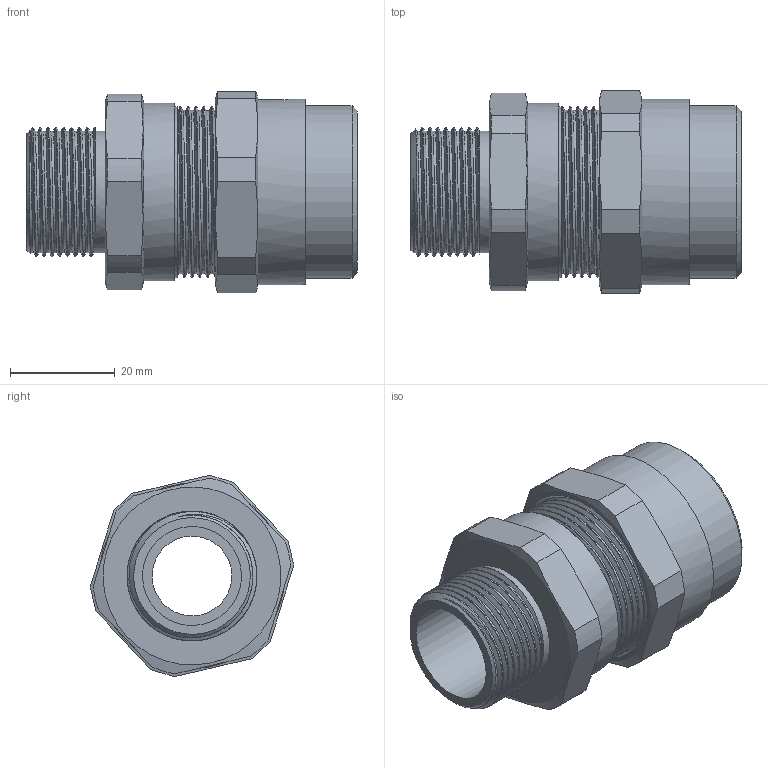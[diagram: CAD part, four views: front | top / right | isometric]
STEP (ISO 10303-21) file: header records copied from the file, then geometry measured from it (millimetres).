
FILE_DESCRIPTION(/* description */ ('RNC Schlauchverschraubung M 25x1,5 / M 25x1,5'),/* implementation_level */ '2;1');
FILE_NAME(/* name */ 'RNC25KNP2525-RST.stp',/* time_stamp */ '2022-02-21T09:33:44+01:00',/* author */ ('sl'),/* organization */ (''),/* preprocessor_version */ 'ST-DEVELOPER v16.5',/* originating_system */ 'Autodesk Inventor 2017',/* authorisation */ '');
FILE_SCHEMA (('AUTOMOTIVE_DESIGN { 1 0 10303 214 3 1 1 }'));
Length unit declared in the file: millimetre
Products named in the file (5): RNC25KNP2525; RNC25KNP2525_1; RNC25KNP2525_2; RNC25KNP2525_3; RNC25KNP2525_4
Assembly tree (4 placements, depth 2):
  RNC25KNP2525
    RNC25KNP2525_1
    RNC25KNP2525_2
    RNC25KNP2525_3
    RNC25KNP2525_4
Bounding box: 63.24 x 38.91 x 38.54 mm (x, y, z)
Volume: 30594.4 mm3; surface area: 23000.1 mm2
Topology: 4 solids, 4 shells, 100 faces, 246 edges, 161 vertices
Faces by surface type: cylinder 40, plane 35, cone 14, bspline 8, torus 3
Full cylindrical faces by diameter (mm): 15.28 x1, 18.94 x1, 23.318 x8, 28.48 x1, 28.49 x1, 28.9 x1, 29.94 x1, 31.48 x1, 32.77 x8, 32.98 x1, 34.04 x1, 35.48 x1
Entity records: 8354 total; most frequent: CARTESIAN_POINT 6587, DIRECTION 326, ORIENTED_EDGE 316, EDGE_CURVE 158, AXIS2_PLACEMENT_3D 151, EDGE_LOOP 128, VERTEX_POINT 118, FACE_OUTER_BOUND 84
